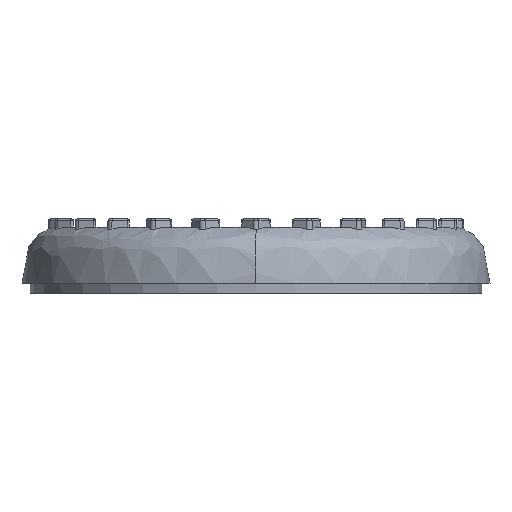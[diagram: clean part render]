
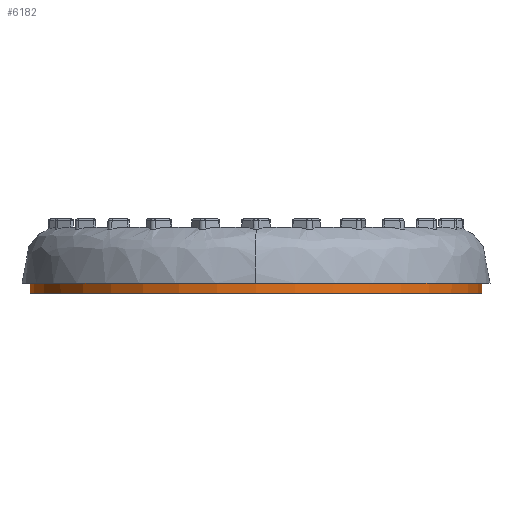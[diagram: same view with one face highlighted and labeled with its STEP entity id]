
A CAD part, front view. The second image highlights one B-rep face of the part: STEP entity #6182.
In plain terms, the highlighted conical face has half-angle 2 degrees and reference radius 28.075 mm.
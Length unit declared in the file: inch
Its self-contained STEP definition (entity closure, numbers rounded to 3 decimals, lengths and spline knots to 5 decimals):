
#97=CONICAL_SURFACE('',#6715,1.10531,0.035);
#465=FACE_OUTER_BOUND('',#861,.T.);
#861=EDGE_LOOP('',(#4561,#4562,#4563,#4564,#4565,#4566));
#1550=LINE('',#11990,#1789);
#1789=VECTOR('',#7769,1.10531);
#1975=CIRCLE('',#6562,1.10531);
#1976=CIRCLE('',#6563,1.10531);
#2082=CIRCLE('',#6716,1.10367);
#2083=CIRCLE('',#6717,1.10367);
#2474=VERTEX_POINT('',#9975);
#2475=VERTEX_POINT('',#9976);
#2670=VERTEX_POINT('',#11989);
#2671=VERTEX_POINT('',#11991);
#3109=EDGE_CURVE('',#2474,#2475,#1975,.T.);
#3110=EDGE_CURVE('',#2475,#2474,#1976,.T.);
#3376=EDGE_CURVE('',#2475,#2670,#1550,.T.);
#3377=EDGE_CURVE('',#2670,#2671,#2082,.T.);
#3378=EDGE_CURVE('',#2671,#2670,#2083,.T.);
#4561=ORIENTED_EDGE('',*,*,#3109,.T.);
#4562=ORIENTED_EDGE('',*,*,#3376,.T.);
#4563=ORIENTED_EDGE('',*,*,#3377,.T.);
#4564=ORIENTED_EDGE('',*,*,#3378,.T.);
#4565=ORIENTED_EDGE('',*,*,#3376,.F.);
#4566=ORIENTED_EDGE('',*,*,#3110,.T.);
#6182=ADVANCED_FACE('',(#465),#97,.T.);
#6562=AXIS2_PLACEMENT_3D('',#9977,#7402,#7403);
#6563=AXIS2_PLACEMENT_3D('',#9978,#7404,#7405);
#6715=AXIS2_PLACEMENT_3D('',#11988,#7767,#7768);
#6716=AXIS2_PLACEMENT_3D('',#11992,#7770,#7771);
#6717=AXIS2_PLACEMENT_3D('',#11993,#7772,#7773);
#7402=DIRECTION('center_axis',(0.,0.,-1.));
#7403=DIRECTION('ref_axis',(1.,0.,0.));
#7404=DIRECTION('center_axis',(0.,0.,-1.));
#7405=DIRECTION('ref_axis',(1.,0.,0.));
#7767=DIRECTION('center_axis',(0.,0.,1.));
#7768=DIRECTION('ref_axis',(1.,0.,0.));
#7769=DIRECTION('',(0.035,0.,-0.999));
#7770=DIRECTION('center_axis',(0.,0.,1.));
#7771=DIRECTION('ref_axis',(1.,0.,0.));
#7772=DIRECTION('center_axis',(0.,0.,1.));
#7773=DIRECTION('ref_axis',(1.,0.,0.));
#9975=CARTESIAN_POINT('',(1.10531,0.,0.));
#9976=CARTESIAN_POINT('',(-1.10531,0.,0.));
#9977=CARTESIAN_POINT('Origin',(0.,0.,0.));
#9978=CARTESIAN_POINT('Origin',(0.,0.,0.));
#11988=CARTESIAN_POINT('Origin',(0.,0.,0.));
#11989=CARTESIAN_POINT('',(-1.10367,0.,-0.04724));
#11990=CARTESIAN_POINT('',(-1.10531,0.,0.));
#11991=CARTESIAN_POINT('',(1.10367,0.,-0.04724));
#11992=CARTESIAN_POINT('Origin',(0.,0.,-0.04724));
#11993=CARTESIAN_POINT('Origin',(0.,0.,-0.04724));
